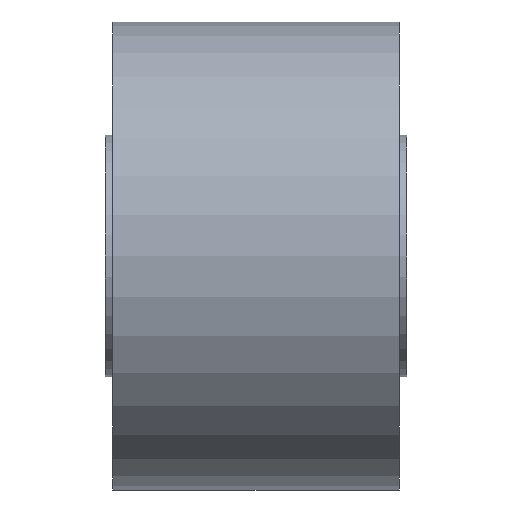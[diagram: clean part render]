
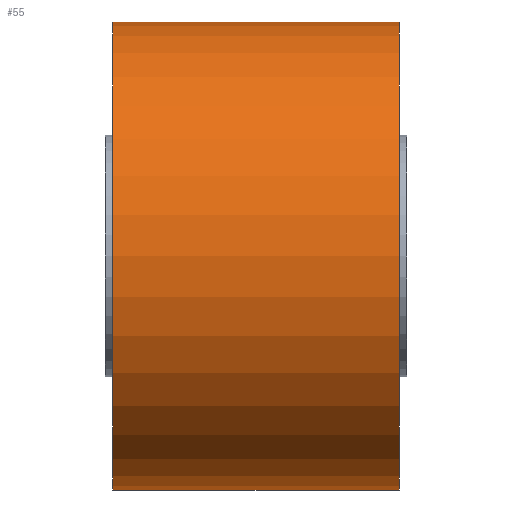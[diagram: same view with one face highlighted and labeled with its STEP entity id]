
A CAD part, front view. The second image highlights one B-rep face of the part: STEP entity #55.
In plain terms, the highlighted cylindrical face has radius 31 mm (diameter 62 mm), a partial arc.
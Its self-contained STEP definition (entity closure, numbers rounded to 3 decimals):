
#55=ADVANCED_FACE('',(#79),#80,.T.);
#79=FACE_OUTER_BOUND('',#107,.T.);
#80=CYLINDRICAL_SURFACE('',#108,31.0);
#107=EDGE_LOOP('',(#178,#179,#180,#181));
#108=AXIS2_PLACEMENT_3D('',#182,#183,#184);
#178=ORIENTED_EDGE('',*,*,#199,.T.);
#179=ORIENTED_EDGE('',*,*,#221,.F.);
#180=ORIENTED_EDGE('',*,*,#201,.T.);
#181=ORIENTED_EDGE('',*,*,#222,.F.);
#182=CARTESIAN_POINT('',(20.0,0.0,0.0));
#183=DIRECTION('',(1.0,0.0,0.0));
#184=DIRECTION('',(0.0,0.0,-1.0));
#199=EDGE_CURVE('',#223,#224,#225,.T.);
#201=EDGE_CURVE('',#228,#226,#229,.T.);
#221=EDGE_CURVE('',#228,#224,#261,.T.);
#222=EDGE_CURVE('',#223,#226,#262,.T.);
#223=VERTEX_POINT('',#263);
#224=VERTEX_POINT('',#264);
#225=LINE('',#265,#266);
#226=VERTEX_POINT('',#267);
#228=VERTEX_POINT('',#269);
#229=LINE('',#270,#271);
#261=CIRCLE('',#309,31.0);
#262=CIRCLE('',#310,31.0);
#263=CARTESIAN_POINT('',(1.0,0.0,-31.0));
#264=CARTESIAN_POINT('',(39.0,0.0,-31.0));
#265=CARTESIAN_POINT('',(20.0,0.,-31.0));
#266=VECTOR('',#311,1.0);
#267=CARTESIAN_POINT('',(1.0,0.,31.0));
#269=CARTESIAN_POINT('',(39.0,0.,31.0));
#270=CARTESIAN_POINT('',(20.0,0.,31.0));
#271=VECTOR('',#315,1.0);
#309=AXIS2_PLACEMENT_3D('',#361,#362,#363);
#310=AXIS2_PLACEMENT_3D('',#364,#365,#366);
#311=DIRECTION('',(1.0,0.0,0.0));
#315=DIRECTION('',(-1.0,-0.0,-0.0));
#361=CARTESIAN_POINT('',(39.0,0.0,0.0));
#362=DIRECTION('',(1.0,0.0,0.0));
#363=DIRECTION('',(0.0,0.0,-1.0));
#364=CARTESIAN_POINT('',(1.0,0.0,0.0));
#365=DIRECTION('',(-1.0,0.0,0.0));
#366=DIRECTION('',(0.0,0.0,-1.0));
